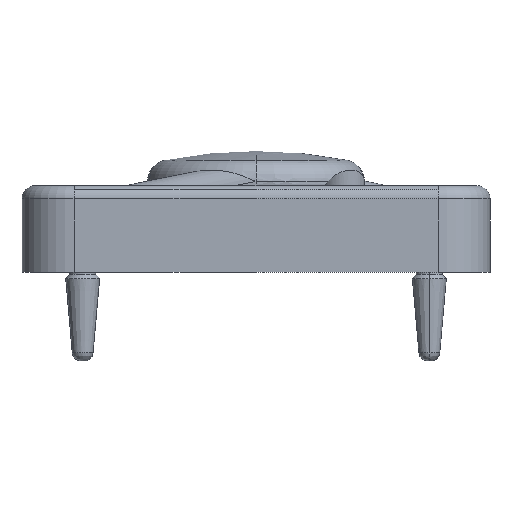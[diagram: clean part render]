
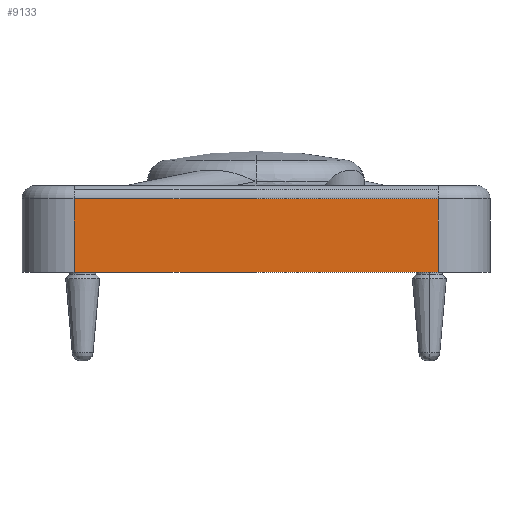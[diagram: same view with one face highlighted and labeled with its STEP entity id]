
A CAD part, left-side view. The second image highlights one B-rep face of the part: STEP entity #9133.
In plain terms, the highlighted planar face has unit normal (-1, 0, 0).
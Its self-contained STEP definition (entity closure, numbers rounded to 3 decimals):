
#8898=CARTESIAN_POINT('',(-13.5,10.5,2.0));
#8899=VERTEX_POINT('',#8898);
#8956=CARTESIAN_POINT('',(-13.5,-10.5,2.0));
#8957=VERTEX_POINT('',#8956);
#8958=CARTESIAN_POINT('',(-13.5,10.5,2.0));
#8959=DIRECTION('',(0.0,-1.0,0.0));
#8960=VECTOR('',#8959,21.);
#8961=LINE('',#8958,#8960);
#8962=EDGE_CURVE('',#8899,#8957,#8961,.T.);
#9084=CARTESIAN_POINT('',(-13.5,-10.5,-2.25));
#9085=VERTEX_POINT('',#9084);
#9086=CARTESIAN_POINT('',(-13.5,-10.5,-2.25));
#9087=DIRECTION('',(0.0,0.0,1.0));
#9088=VECTOR('',#9087,4.25);
#9089=LINE('',#9086,#9088);
#9090=EDGE_CURVE('',#9085,#8957,#9089,.T.);
#9110=CARTESIAN_POINT('',(-13.5,-10.5,-2.25));
#9111=DIRECTION('',(-1.0,0.0,0.0));
#9112=DIRECTION('',(0.0,0.0,1.0));
#9113=AXIS2_PLACEMENT_3D('',#9110,#9111,#9112);
#9114=PLANE('',#9113);
#9115=ORIENTED_EDGE('',*,*,#8962,.F.);
#9116=CARTESIAN_POINT('',(-13.5,10.5,-2.25));
#9117=VERTEX_POINT('',#9116);
#9118=CARTESIAN_POINT('',(-13.5,10.5,-2.25));
#9119=DIRECTION('',(0.0,0.0,1.0));
#9120=VECTOR('',#9119,4.25);
#9121=LINE('',#9118,#9120);
#9122=EDGE_CURVE('',#9117,#8899,#9121,.T.);
#9123=ORIENTED_EDGE('',*,*,#9122,.F.);
#9124=CARTESIAN_POINT('',(-13.5,-10.5,-2.25));
#9125=DIRECTION('',(0.0,1.0,0.0));
#9126=VECTOR('',#9125,21.);
#9127=LINE('',#9124,#9126);
#9128=EDGE_CURVE('',#9085,#9117,#9127,.T.);
#9129=ORIENTED_EDGE('',*,*,#9128,.F.);
#9130=ORIENTED_EDGE('',*,*,#9090,.T.);
#9131=EDGE_LOOP('',(#9115,#9123,#9129,#9130));
#9132=FACE_OUTER_BOUND('',#9131,.T.);
#9133=ADVANCED_FACE('',(#9132),#9114,.T.);
